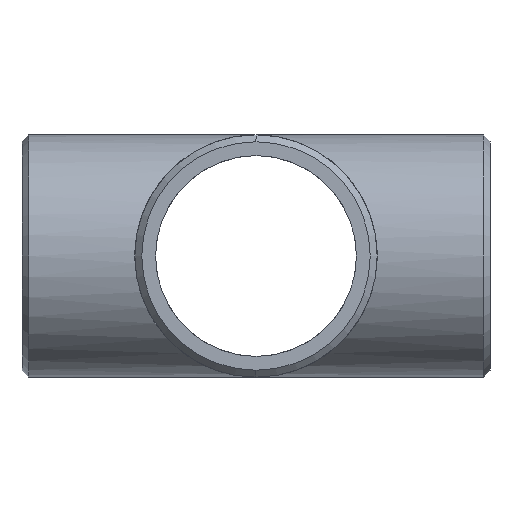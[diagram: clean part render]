
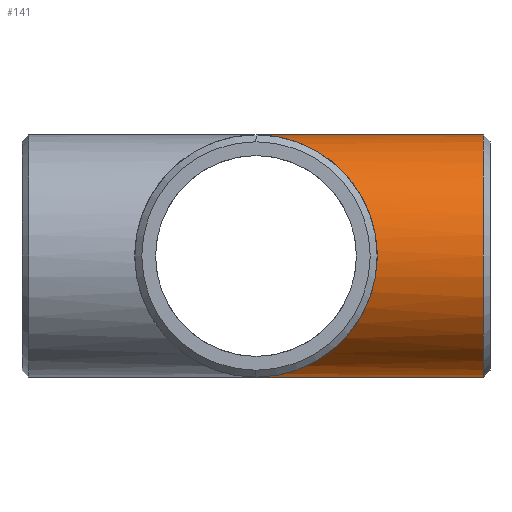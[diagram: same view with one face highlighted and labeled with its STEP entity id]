
A CAD part, left-side view. The second image highlights one B-rep face of the part: STEP entity #141.
In plain terms, the highlighted cylindrical face has radius 44.45 mm (diameter 88.9 mm), a partial arc.
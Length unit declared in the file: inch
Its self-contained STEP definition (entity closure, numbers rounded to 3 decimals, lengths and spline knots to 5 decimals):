
#2 = AXIS2_PLACEMENT_3D ( 'NONE', #270, #515, #235 ) ;
#23 = VERTEX_POINT ( 'NONE', #453 ) ;
#55 = DIRECTION ( 'NONE',  ( 0., 1., 0. ) ) ;
#75 = ORIENTED_EDGE ( 'NONE', *, *, #314, .F. ) ;
#78 = CARTESIAN_POINT ( 'NONE',  ( 0., -3.28, 1.75 ) ) ;
#95 = VERTEX_POINT ( 'NONE', #773 ) ;
#133 = ORIENTED_EDGE ( 'NONE', *, *, #525, .T. ) ;
#141 = ADVANCED_FACE ( 'NONE', ( #163 ), #534, .T. ) ;
#163 = FACE_OUTER_BOUND ( 'NONE', #277, .T. ) ;
#200 = CARTESIAN_POINT ( 'NONE',  ( 0., 0., 1.75 ) ) ;
#235 = DIRECTION ( 'NONE',  ( 0., 0., -1. ) ) ;
#237 = DIRECTION ( 'NONE',  ( 0., 0., -1. ) ) ;
#241 = CARTESIAN_POINT ( 'NONE',  ( 0., -3.38, -1.75 ) ) ;
#254 = CARTESIAN_POINT ( 'NONE',  ( -3.5, -3.5, 1.75 ) ) ;
#270 = CARTESIAN_POINT ( 'NONE',  ( 0., -3.28, 0. ) ) ;
#277 = EDGE_LOOP ( 'NONE', ( #133, #445, #799, #75 ) ) ;
#287 = EDGE_CURVE ( 'NONE', #95, #752, #313, .T. ) ;
#288 = AXIS2_PLACEMENT_3D ( 'NONE', #794, #55, #237 ) ;
#313 =( BOUNDED_CURVE ( )  B_SPLINE_CURVE ( 3, ( #797, #691, #254, #377 ),
 .UNSPECIFIED., .F., .T. ) 
 B_SPLINE_CURVE_WITH_KNOTS ( ( 4, 4 ),
 ( 4.71239, 7.85398 ),
 .UNSPECIFIED. ) 
 CURVE ( )  GEOMETRIC_REPRESENTATION_ITEM ( )  RATIONAL_B_SPLINE_CURVE ( ( 1., 0.333, 0.333, 1. ) ) 
 REPRESENTATION_ITEM ( '' )  );
#314 = EDGE_CURVE ( 'NONE', #23, #95, #619, .T. ) ;
#330 = CIRCLE ( 'NONE', #2, 1.75 ) ;
#377 = CARTESIAN_POINT ( 'NONE',  ( 0., 0., 1.75 ) ) ;
#388 = DIRECTION ( 'NONE',  ( 0., 1., 0. ) ) ;
#445 = ORIENTED_EDGE ( 'NONE', *, *, #766, .T. ) ;
#453 = CARTESIAN_POINT ( 'NONE',  ( 0., -3.28, -1.75 ) ) ;
#488 = LINE ( 'NONE', #741, #701 ) ;
#503 = VERTEX_POINT ( 'NONE', #78 ) ;
#515 = DIRECTION ( 'NONE',  ( 0., 1., 0. ) ) ;
#525 = EDGE_CURVE ( 'NONE', #23, #503, #330, .T. ) ;
#534 = CYLINDRICAL_SURFACE ( 'NONE', #288, 1.75 ) ;
#564 = DIRECTION ( 'NONE',  ( 0., 1., 0. ) ) ;
#619 = LINE ( 'NONE', #241, #651 ) ;
#651 = VECTOR ( 'NONE', #388, 39.37008 ) ;
#691 = CARTESIAN_POINT ( 'NONE',  ( -3.5, -3.5, -1.75 ) ) ;
#701 = VECTOR ( 'NONE', #564, 39.37008 ) ;
#741 = CARTESIAN_POINT ( 'NONE',  ( 0., -3.38, 1.75 ) ) ;
#752 = VERTEX_POINT ( 'NONE', #200 ) ;
#766 = EDGE_CURVE ( 'NONE', #503, #752, #488, .T. ) ;
#773 = CARTESIAN_POINT ( 'NONE',  ( 0., 0., -1.75 ) ) ;
#794 = CARTESIAN_POINT ( 'NONE',  ( 0., -3.38, 0. ) ) ;
#797 = CARTESIAN_POINT ( 'NONE',  ( 0., 0., -1.75 ) ) ;
#799 = ORIENTED_EDGE ( 'NONE', *, *, #287, .F. ) ;
